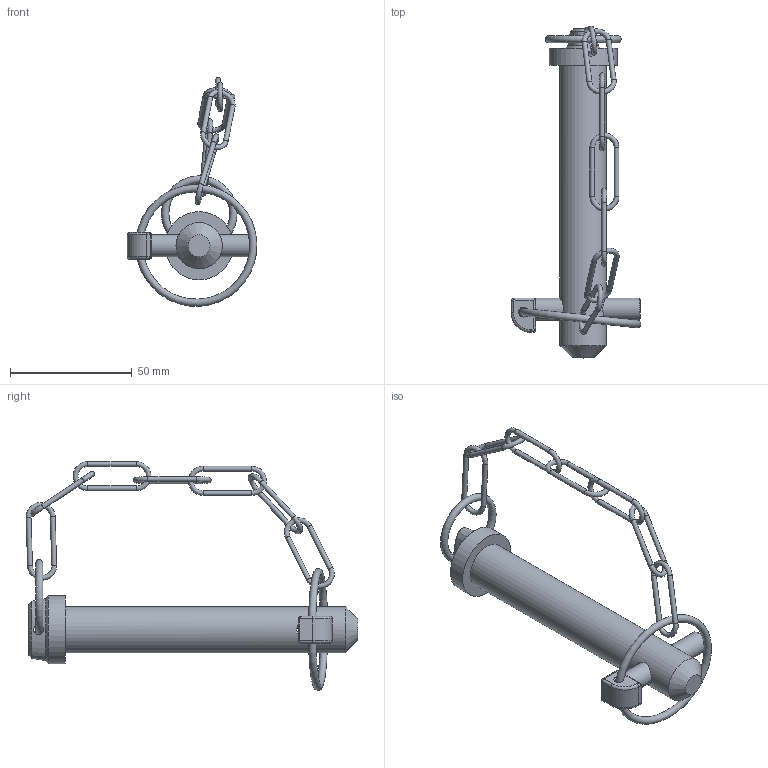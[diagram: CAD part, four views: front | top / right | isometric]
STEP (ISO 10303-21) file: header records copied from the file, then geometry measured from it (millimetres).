
FILE_DESCRIPTION(/* description */ (''),/* implementation_level */ '2;1');
FILE_NAME(/* name */ 'A00178 + kde.stp',/* time_stamp */ '2023-06-22T11:15:19+02:00',/* author */ ('PatrickLyscarzSletti'),/* organization */ (''),/* preprocessor_version */ 'ST-DEVELOPER v19.2',/* originating_system */ 'Autodesk Inventor 2023',/* authorisation */ '');
FILE_SCHEMA (('AUTOMOTIVE_DESIGN { 1 0 10303 214 3 1 1 }'));
Length unit declared in the file: millimetre
Products named in the file (7): A00178 + kæde; A00178; Split; Kæde del 2; Kæde del 3; Kæde del 4; Kæde
Assembly tree (12 placements, depth 3):
  A00178 + kæde
    A00178
    Split
      Kæde del 2
      Kæde del 3
    Kæde del 4
    Kæde  x7
Bounding box: 53.14 x 136.11 x 93.86 mm (x, y, z)
Volume: 45168.8 mm3; surface area: 16996.5 mm2
Topology: 11 solids, 11 shells, 77 faces, 196 edges, 123 vertices
Faces by surface type: cylinder 29, torus 18, plane 15, bspline 11, cone 4
Full cylindrical faces by diameter (mm): 2 x14, 3 x1, 4 x1, 9 x1, 10 x1, 19 x1, 28 x1
Entity records: 3278 total; most frequent: CARTESIAN_POINT 1832, DIRECTION 255, ORIENTED_EDGE 248, EDGE_CURVE 124, AXIS2_PLACEMENT_3D 102, VERTEX_POINT 75, EDGE_LOOP 59, FACE_OUTER_BOUND 53
